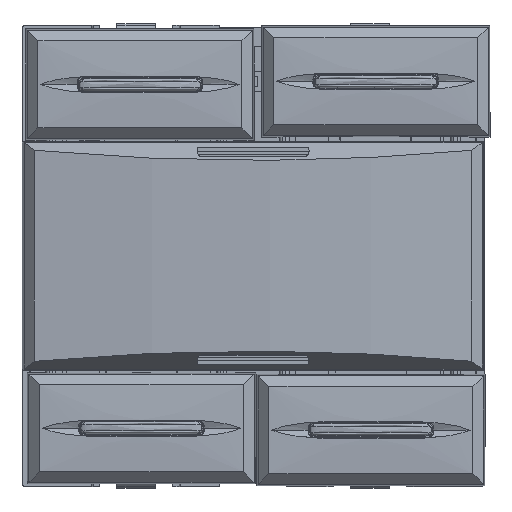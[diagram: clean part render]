
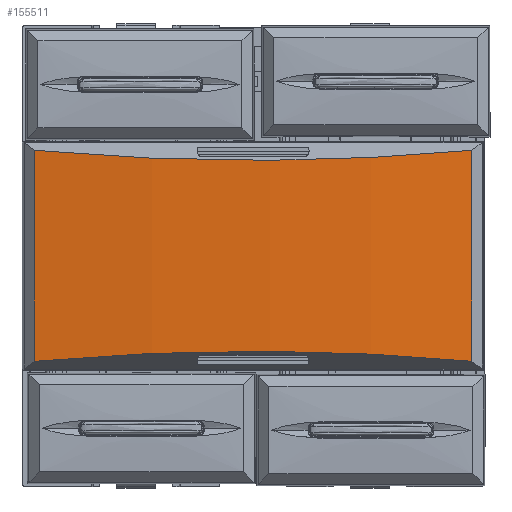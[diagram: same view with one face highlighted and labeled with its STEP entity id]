
A CAD part, top view. The second image highlights one B-rep face of the part: STEP entity #155511.
In plain terms, the highlighted cylindrical face has radius 175.898 mm (diameter 351.796 mm), a partial arc.
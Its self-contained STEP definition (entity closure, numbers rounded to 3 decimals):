
#155480=AXIS2_PLACEMENT_3D('Cylinder Axis2P3D',#155477,#155478,#155479) ;
#154592=CARTESIAN_POINT('Line Origine',(-21.346,0.,5.)) ;
#154596=CARTESIAN_POINT('Vertex',(-21.346,10.292,5.)) ;
#154598=CARTESIAN_POINT('Vertex',(-21.346,-10.292,5.)) ;
#155477=CARTESIAN_POINT('Axis2P3D Location',(0.,0.,-169.598)) ;
#155483=CARTESIAN_POINT('Control Point',(-21.346,10.292,5.)) ;
#155484=CARTESIAN_POINT('Control Point',(-10.755,9.316,6.295)) ;
#155485=CARTESIAN_POINT('Control Point',(0.,8.981,6.74)) ;
#155486=CARTESIAN_POINT('Control Point',(10.755,9.316,6.295)) ;
#155487=CARTESIAN_POINT('Control Point',(21.346,10.292,5.)) ;
#155488=CARTESIAN_POINT('Vertex',(21.346,10.292,5.)) ;
#155492=CARTESIAN_POINT('Control Point',(-21.346,-10.292,5.)) ;
#155493=CARTESIAN_POINT('Control Point',(-10.755,-9.316,6.295)) ;
#155494=CARTESIAN_POINT('Control Point',(0.,-8.981,6.74)) ;
#155495=CARTESIAN_POINT('Control Point',(10.755,-9.316,6.295)) ;
#155496=CARTESIAN_POINT('Control Point',(21.346,-10.292,5.)) ;
#155497=CARTESIAN_POINT('Vertex',(21.346,-10.292,5.)) ;
#155500=CARTESIAN_POINT('Line Origine',(21.346,0.,5.)) ;
#154593=DIRECTION('Vector Direction',(0.,-1.,0.)) ;
#155478=DIRECTION('Axis2P3D Direction',(0.,1.,0.)) ;
#155479=DIRECTION('Axis2P3D XDirection',(-0.121,0.,0.993)) ;
#155501=DIRECTION('Vector Direction',(0.,1.,0.)) ;
#154594=VECTOR('Line Direction',#154593,1.) ;
#155502=VECTOR('Line Direction',#155501,1.) ;
#155506=ORIENTED_EDGE('',*,*,#155490,.F.) ;
#155507=ORIENTED_EDGE('',*,*,#154600,.T.) ;
#155508=ORIENTED_EDGE('',*,*,#155499,.T.) ;
#155509=ORIENTED_EDGE('',*,*,#155504,.T.) ;
#155511=ADVANCED_FACE('BODY_LAVORO',(#155510),#155481,.T.) ;
#155482=B_SPLINE_CURVE_WITH_KNOTS('',4,(#155483,#155484,#155485,#155486,#155487),.UNSPECIFIED.,.F.,.U.,(5,5),(0.,60.611),.UNSPECIFIED.) ;
#155491=B_SPLINE_CURVE_WITH_KNOTS('',4,(#155492,#155493,#155494,#155495,#155496),.UNSPECIFIED.,.F.,.U.,(5,5),(0.,60.611),.UNSPECIFIED.) ;
#155481=CYLINDRICAL_SURFACE('generated cylinder',#155480,175.898) ;
#154600=EDGE_CURVE('',#154597,#154599,#154595,.T.) ;
#155490=EDGE_CURVE('',#154597,#155489,#155482,.T.) ;
#155499=EDGE_CURVE('',#154599,#155498,#155491,.T.) ;
#155504=EDGE_CURVE('',#155498,#155489,#155503,.T.) ;
#155505=EDGE_LOOP('',(#155506,#155507,#155508,#155509)) ;
#155510=FACE_OUTER_BOUND('',#155505,.T.) ;
#154595=LINE('Line',#154592,#154594) ;
#155503=LINE('Line',#155500,#155502) ;
#154597=VERTEX_POINT('',#154596) ;
#154599=VERTEX_POINT('',#154598) ;
#155489=VERTEX_POINT('',#155488) ;
#155498=VERTEX_POINT('',#155497) ;
